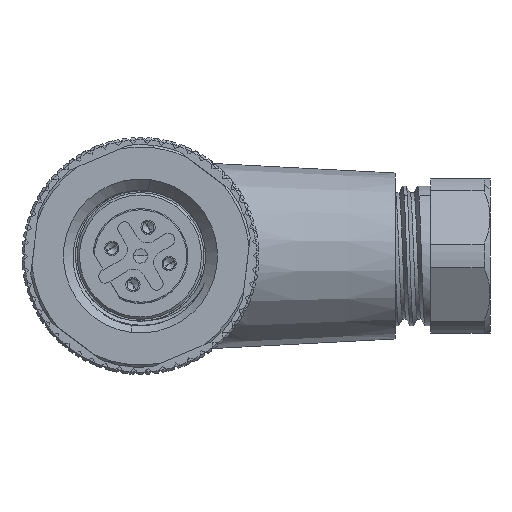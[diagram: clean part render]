
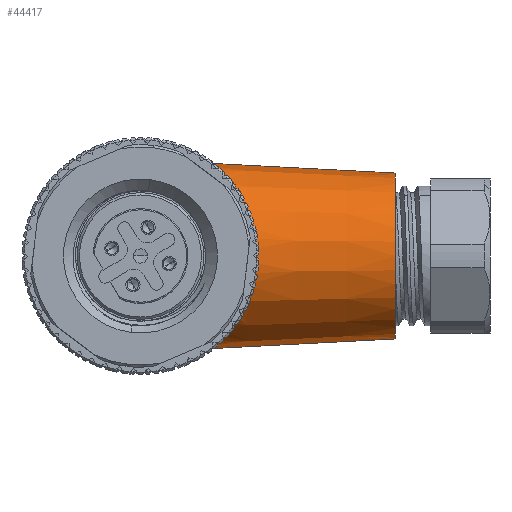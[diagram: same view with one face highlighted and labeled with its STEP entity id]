
A CAD part, left-side view. The second image highlights one B-rep face of the part: STEP entity #44417.
In plain terms, the highlighted conical face has half-angle 3 degrees and reference radius 7 mm.
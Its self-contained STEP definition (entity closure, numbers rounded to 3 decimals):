
#1174 = CARTESIAN_POINT ( 'NONE',  ( 10.126, -6.301, 6.783 ) ) ;
#1235 = VECTOR ( 'NONE', #36261, 1000. ) ;
#2830 = CARTESIAN_POINT ( 'NONE',  ( 6.358, -9.25, -0.546 ) ) ;
#3673 = CARTESIAN_POINT ( 'NONE',  ( 14., -21.5, 7. ) ) ;
#3904 = CARTESIAN_POINT ( 'NONE',  ( 7.209, -8.526, -3.595 ) ) ;
#4685 = AXIS2_PLACEMENT_3D ( 'NONE', #42685, #47457, #10987 ) ;
#4689 = CARTESIAN_POINT ( 'NONE',  ( 8.982, -7.111, 5.931 ) ) ;
#5032 = ORIENTED_EDGE ( 'NONE', *, *, #5674, .T. ) ;
#5201 = CARTESIAN_POINT ( 'NONE',  ( 13.729, -4.857, 7.872 ) ) ;
#5674 = EDGE_CURVE ( 'NONE', #45109, #22930, #25916, .T. ) ;
#7920 = CARTESIAN_POINT ( 'NONE',  ( 7.096, -8.621, -3.362 ) ) ;
#8485 = DIRECTION ( 'NONE',  ( 0., 0.999, 0.052 ) ) ;
#8711 = CARTESIAN_POINT ( 'NONE',  ( 10.538, -6.034, 7.018 ) ) ;
#10086 = VECTOR ( 'NONE', #8485, 1000. ) ;
#10987 = DIRECTION ( 'NONE',  ( 0., 0., 1. ) ) ;
#11641 = CARTESIAN_POINT ( 'NONE',  ( 9.926, -6.439, -6.643 ) ) ;
#12280 = ORIENTED_EDGE ( 'NONE', *, *, #34867, .F. ) ;
#12685 = CARTESIAN_POINT ( 'NONE',  ( 11.428, -5.543, 7.406 ) ) ;
#12952 = CARTESIAN_POINT ( 'NONE',  ( 6.578, -9.061, 1.879 ) ) ;
#15650 = CARTESIAN_POINT ( 'NONE',  ( 13.726, -4.857, -7.872 ) ) ;
#15912 = CARTESIAN_POINT ( 'NONE',  ( 8.981, -7.112, -5.93 ) ) ;
#16197 = CARTESIAN_POINT ( 'NONE',  ( 14., -21.5, 7. ) ) ;
#16701 = CARTESIAN_POINT ( 'NONE',  ( 6.645, -9.004, 2.137 ) ) ;
#17207 = CARTESIAN_POINT ( 'NONE',  ( 13.456, -4.882, 7.857 ) ) ;
#19106 = CARTESIAN_POINT ( 'NONE',  ( 6.358, -9.25, 0.268 ) ) ;
#19496 = LINE ( 'NONE', #20027, #1235 ) ;
#19639 = CARTESIAN_POINT ( 'NONE',  ( 11.89, -5.309, -7.578 ) ) ;
#20027 = CARTESIAN_POINT ( 'NONE',  ( 14., -21.5, -7. ) ) ;
#20950 = CARTESIAN_POINT ( 'NONE',  ( 12.916, -4.98, 7.796 ) ) ;
#21124 = ORIENTED_EDGE ( 'NONE', *, *, #36749, .F. ) ;
#22930 = VERTEX_POINT ( 'NONE', #16197 ) ;
#23603 = CARTESIAN_POINT ( 'NONE',  ( 12.654, -5.05, -7.75 ) ) ;
#24134 = CARTESIAN_POINT ( 'NONE',  ( 6.792, -8.877, -2.648 ) ) ;
#24667 = CARTESIAN_POINT ( 'NONE',  ( 6.428, -9.19, 1.087 ) ) ;
#24754 = CARTESIAN_POINT ( 'NONE',  ( 14., -4.857, 7.872 ) ) ;
#24929 = CARTESIAN_POINT ( 'NONE',  ( 6.469, -9.154, 1.354 ) ) ;
#25279 = EDGE_CURVE ( 'NONE', #22930, #41004, #35932, .T. ) ;
#25916 = CIRCLE ( 'NONE', #4685, 7. ) ;
#26182 = B_SPLINE_CURVE_WITH_KNOTS ( 'NONE', 3,
 ( #27627, #15650, #43862, #52089, #23603, #19639, #36141, #48105, #52610, #44652, #11641, #28407, #15912, #48642, #32142, #48368, #44396, #3904, #7920, #24134, #40392, #39351, #2830, #19106, #33698, #24667, #24929, #12952, #16701, #40661, #37441, #41183, #32927, #28929, #37697, #4689, #48885, #1174, #8711, #49415, #12685, #32666, #41435, #49661, #20950, #17207, #5201, #28669 ),
 .UNSPECIFIED., .F., .F.,
 ( 4, 2, 2, 2, 2, 2, 2, 2, 2, 2, 2, 2, 2, 2, 2, 2, 2, 2, 2, 2, 2, 2, 2, 4 ),
 ( 0.046, 0.047, 0.047, 0.049, 0.05, 0.051, 0.052, 0.054, 0.055, 0.055, 0.057, 0.059, 0.06, 0.06, 0.061, 0.062, 0.064, 0.065, 0.067, 0.069, 0.069, 0.07, 0.071, 0.072 ),
 .UNSPECIFIED. ) ;
#27627 = CARTESIAN_POINT ( 'NONE',  ( 14., -4.857, -7.872 ) ) ;
#28407 = CARTESIAN_POINT ( 'NONE',  ( 9.345, -6.842, -6.237 ) ) ;
#28669 = CARTESIAN_POINT ( 'NONE',  ( 14., -4.857, 7.872 ) ) ;
#28929 = CARTESIAN_POINT ( 'NONE',  ( 8.004, -7.873, 4.879 ) ) ;
#30931 = CARTESIAN_POINT ( 'NONE',  ( 14., -21.5, 0. ) ) ;
#32142 = CARTESIAN_POINT ( 'NONE',  ( 7.997, -7.879, -4.869 ) ) ;
#32179 = CARTESIAN_POINT ( 'NONE',  ( 14., -21.5, -7. ) ) ;
#32666 = CARTESIAN_POINT ( 'NONE',  ( 11.903, -5.322, 7.567 ) ) ;
#32927 = CARTESIAN_POINT ( 'NONE',  ( 7.444, -8.329, 4.05 ) ) ;
#33698 = CARTESIAN_POINT ( 'NONE',  ( 6.372, -9.238, 0.542 ) ) ;
#34137 = DIRECTION ( 'NONE',  ( 0., 1., 0. ) ) ;
#34598 = CARTESIAN_POINT ( 'NONE',  ( 14., -4.857, -7.872 ) ) ;
#34867 = EDGE_CURVE ( 'NONE', #35835, #41004, #26182, .T. ) ;
#35835 = VERTEX_POINT ( 'NONE', #34598 ) ;
#35932 = LINE ( 'NONE', #3673, #10086 ) ;
#36141 = CARTESIAN_POINT ( 'NONE',  ( 11.423, -5.537, -7.417 ) ) ;
#36261 = DIRECTION ( 'NONE',  ( 0., 0.999, -0.052 ) ) ;
#36749 = EDGE_CURVE ( 'NONE', #45109, #35835, #19496, .T. ) ;
#37441 = CARTESIAN_POINT ( 'NONE',  ( 6.895, -8.79, 2.891 ) ) ;
#37697 = CARTESIAN_POINT ( 'NONE',  ( 8.313, -7.626, 5.252 ) ) ;
#38668 = DIRECTION ( 'NONE',  ( 0., 0., 1. ) ) ;
#39351 = CARTESIAN_POINT ( 'NONE',  ( 6.413, -9.202, -1.085 ) ) ;
#40392 = CARTESIAN_POINT ( 'NONE',  ( 6.633, -9.014, -2.147 ) ) ;
#40661 = CARTESIAN_POINT ( 'NONE',  ( 6.803, -8.868, 2.643 ) ) ;
#41004 = VERTEX_POINT ( 'NONE', #24754 ) ;
#41183 = CARTESIAN_POINT ( 'NONE',  ( 7.2, -8.533, 3.607 ) ) ;
#41435 = CARTESIAN_POINT ( 'NONE',  ( 12.15, -5.221, 7.637 ) ) ;
#41852 = FACE_OUTER_BOUND ( 'NONE', #45461, .T. ) ;
#42685 = CARTESIAN_POINT ( 'NONE',  ( 14., -21.5, 0. ) ) ;
#43862 = CARTESIAN_POINT ( 'NONE',  ( 13.45, -4.883, -7.856 ) ) ;
#44190 = CONICAL_SURFACE ( 'NONE', #46717, 7., 0.052 ) ;
#44396 = CARTESIAN_POINT ( 'NONE',  ( 7.452, -8.324, -4.042 ) ) ;
#44417 = ADVANCED_FACE ( 'NONE', ( #41852 ), #44190, .T. ) ;
#44652 = CARTESIAN_POINT ( 'NONE',  ( 10.127, -6.305, -6.77 ) ) ;
#45109 = VERTEX_POINT ( 'NONE', #32179 ) ;
#45461 = EDGE_LOOP ( 'NONE', ( #21124, #5032, #46445, #12280 ) ) ;
#46445 = ORIENTED_EDGE ( 'NONE', *, *, #25279, .T. ) ;
#46717 = AXIS2_PLACEMENT_3D ( 'NONE', #30931, #34137, #38668 ) ;
#47457 = DIRECTION ( 'NONE',  ( 0., 1., 0. ) ) ;
#48105 = CARTESIAN_POINT ( 'NONE',  ( 10.758, -5.911, -7.117 ) ) ;
#48368 = CARTESIAN_POINT ( 'NONE',  ( 7.582, -8.216, -4.255 ) ) ;
#48642 = CARTESIAN_POINT ( 'NONE',  ( 8.304, -7.633, -5.243 ) ) ;
#48885 = CARTESIAN_POINT ( 'NONE',  ( 9.344, -6.842, 6.237 ) ) ;
#49415 = CARTESIAN_POINT ( 'NONE',  ( 11.2, -5.662, 7.316 ) ) ;
#49661 = CARTESIAN_POINT ( 'NONE',  ( 12.656, -5.05, 7.751 ) ) ;
#52089 = CARTESIAN_POINT ( 'NONE',  ( 12.916, -4.98, -7.795 ) ) ;
#52610 = CARTESIAN_POINT ( 'NONE',  ( 10.542, -6.041, -7.007 ) ) ;
